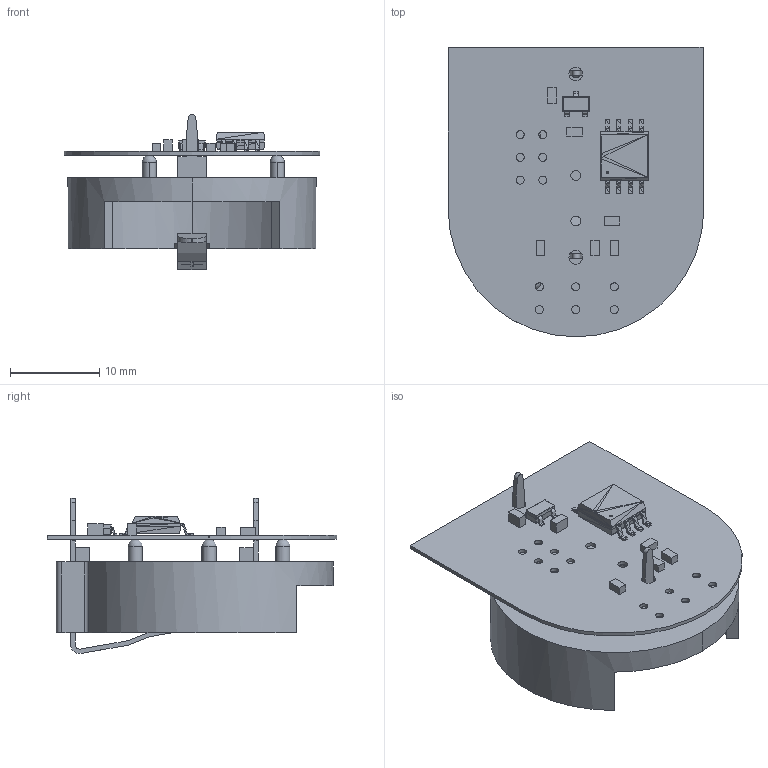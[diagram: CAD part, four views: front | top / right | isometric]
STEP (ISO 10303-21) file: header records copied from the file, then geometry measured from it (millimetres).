
FILE_DESCRIPTION(('Open CASCADE Model'),'2;1');
FILE_NAME('Open CASCADE Shape Model','2018-11-18T19:06:47',('Author'),( 'Open CASCADE'),'Open CASCADE STEP processor 6.8','Open CASCADE 6.8' ,'Unknown');
FILE_SCHEMA(('AUTOMOTIVE_DESIGN { 1 0 10303 214 1 1 1 1 }'));
Length unit declared in the file: millimetre
Products named in the file (24): PCB; Board; U1; SOT23-3; 4438511424; Extruded; R3; 4438511040; R2; R1; R4; 4438510848; C2; 4438511232; C1; 4438510656; ATTiny85; 8S2; *; keystone-PN1025-7
Assembly tree (25 placements, depth 4):
  PCB
    Board
    U1
      SOT23-3
      4438511424
        Extruded
    R3
      4438511040
        Extruded
    R2
      4438511040
        Extruded
    R1
      4438511040
        Extruded
    R4
      4438510848
        Extruded
    C2
      4438511232
        Extruded
    C1
      4438510656
        Extruded
    ATTiny85
      8S2
    *
      keystone-PN1025-7
Bounding box: 28.59 x 32.39 x 17.34 mm (x, y, z)
Volume: 2120.5 mm3; surface area: 4553 mm2
Topology: 13 solids, 409 shells, 671 faces, 1894 edges, 1647 vertices
Faces by surface type: plane 572, bspline 48, cylinder 46, sphere 3, cone 2
Full cylindrical faces by diameter (mm): 0.9 x12, 1.1 x2, 1.524 x2
Entity records: 27896 total; most frequent: CARTESIAN_POINT 6342, DIRECTION 3104, ORIENTED_EDGE 2546, EDGE_CURVE 1867, VERTEX_POINT 1631, LINE 1624, VECTOR 1624, AXIS2_PLACEMENT_3D 740
